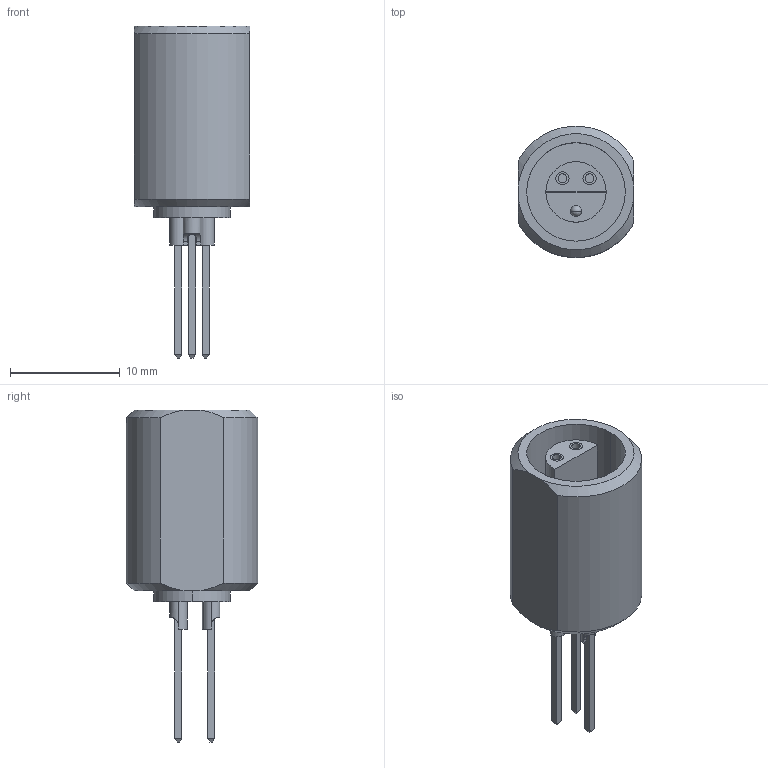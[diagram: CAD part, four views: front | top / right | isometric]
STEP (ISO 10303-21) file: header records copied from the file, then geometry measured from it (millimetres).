
FILE_DESCRIPTION((''),'2;1');
FILE_NAME('LEMO_EDA-02837-V1-0_Part1.stp','2013-09-19T17:03:32',(''),(''),'Mechanical Desktop 2011','Mechanical Desktop 2011',', , ');
FILE_SCHEMA(('AUTOMOTIVE_DESIGN { 1 2 10303 214 1 1 1 1 }'));
Length unit declared in the file: millimetre
Products named in the file (1): Product
Bounding box: 10.5 x 11.96 x 30.3 mm (x, y, z)
Volume: 1173.6 mm3; surface area: 1902.2 mm2
Topology: 15 solids, 15 shells, 123 faces, 253 edges, 156 vertices
Faces by surface type: plane 75, cylinder 42, cone 4, sphere 2
Entity records: 3422 total; most frequent: CARTESIAN_POINT 724, DIRECTION 560, ORIENTED_EDGE 502, EDGE_CURVE 251, AXIS2_PLACEMENT_3D 202, VERTEX_POINT 156, VECTOR 156, LINE 156
